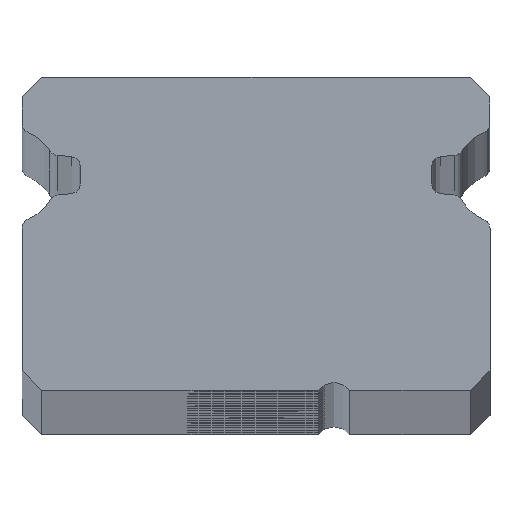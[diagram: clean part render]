
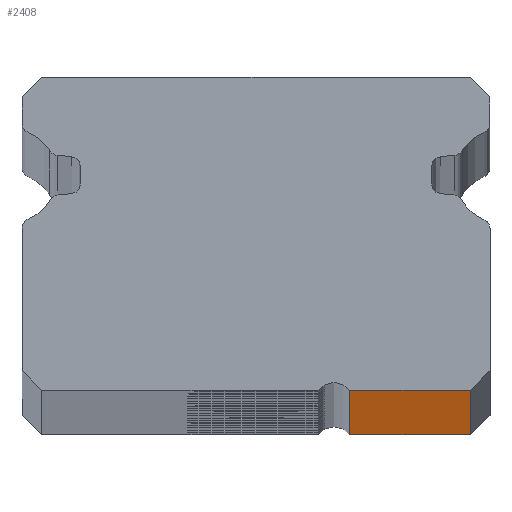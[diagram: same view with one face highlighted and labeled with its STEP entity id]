
A CAD part, top view. The second image highlights one B-rep face of the part: STEP entity #2408.
In plain terms, the highlighted planar face has unit normal (0, -1, 0).
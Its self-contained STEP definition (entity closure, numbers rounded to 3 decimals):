
#83 = DIRECTION ( 'NONE',  ( 0., 0., -1. ) ) ;
#130 = EDGE_CURVE ( 'NONE', #5462, #2095, #864, .T. ) ;
#174 = LINE ( 'NONE', #6026, #4146 ) ;
#301 = AXIS2_PLACEMENT_3D ( 'NONE', #3133, #4543, #840 ) ;
#452 = DIRECTION ( 'NONE',  ( 1., 0., 0. ) ) ;
#784 = CARTESIAN_POINT ( 'NONE',  ( 2.393, -5.5, 325. ) ) ;
#798 = CARTESIAN_POINT ( 'NONE',  ( 2.393, -5.5, -325. ) ) ;
#840 = DIRECTION ( 'NONE',  ( 0., 0., 1. ) ) ;
#864 = LINE ( 'NONE', #784, #1600 ) ;
#1141 = CARTESIAN_POINT ( 'NONE',  ( 2.393, -5.5, -325. ) ) ;
#1346 = ORIENTED_EDGE ( 'NONE', *, *, #130, .T. ) ;
#1600 = VECTOR ( 'NONE', #2630, 1000. ) ;
#1943 = CARTESIAN_POINT ( 'NONE',  ( 5.484, -5.5, 325. ) ) ;
#2095 = VERTEX_POINT ( 'NONE', #1141 ) ;
#2232 = DIRECTION ( 'NONE',  ( 1., 0., 0. ) ) ;
#2237 = EDGE_CURVE ( 'NONE', #3758, #3096, #2682, .T. ) ;
#2381 = CARTESIAN_POINT ( 'NONE',  ( 2.393, -5.5, 325. ) ) ;
#2408 = ADVANCED_FACE ( 'NONE', ( #4591 ), #5457, .F. ) ;
#2538 = VECTOR ( 'NONE', #83, 1000. ) ;
#2630 = DIRECTION ( 'NONE',  ( 0., 0., -1. ) ) ;
#2682 = LINE ( 'NONE', #1943, #2538 ) ;
#2781 = EDGE_LOOP ( 'NONE', ( #5367, #5370, #4249, #1346 ) ) ;
#3096 = VERTEX_POINT ( 'NONE', #5677 ) ;
#3133 = CARTESIAN_POINT ( 'NONE',  ( 2.393, -5.5, 325. ) ) ;
#3210 = VECTOR ( 'NONE', #2232, 1000. ) ;
#3317 = EDGE_CURVE ( 'NONE', #5462, #3758, #174, .T. ) ;
#3758 = VERTEX_POINT ( 'NONE', #5882 ) ;
#4146 = VECTOR ( 'NONE', #452, 1000. ) ;
#4249 = ORIENTED_EDGE ( 'NONE', *, *, #3317, .F. ) ;
#4543 = DIRECTION ( 'NONE',  ( 0., 1., 0. ) ) ;
#4591 = FACE_OUTER_BOUND ( 'NONE', #2781, .T. ) ;
#5208 = EDGE_CURVE ( 'NONE', #2095, #3096, #5499, .T. ) ;
#5367 = ORIENTED_EDGE ( 'NONE', *, *, #5208, .T. ) ;
#5370 = ORIENTED_EDGE ( 'NONE', *, *, #2237, .F. ) ;
#5457 = PLANE ( 'NONE',  #301 ) ;
#5462 = VERTEX_POINT ( 'NONE', #2381 ) ;
#5499 = LINE ( 'NONE', #798, #3210 ) ;
#5677 = CARTESIAN_POINT ( 'NONE',  ( 5.484, -5.5, -325. ) ) ;
#5882 = CARTESIAN_POINT ( 'NONE',  ( 5.484, -5.5, 325. ) ) ;
#6026 = CARTESIAN_POINT ( 'NONE',  ( 2.393, -5.5, 325. ) ) ;
